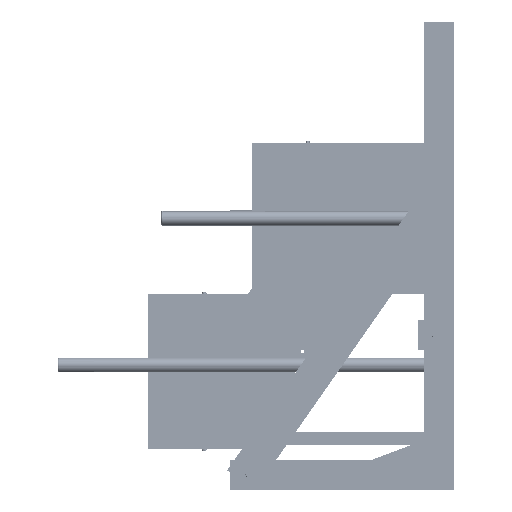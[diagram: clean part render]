
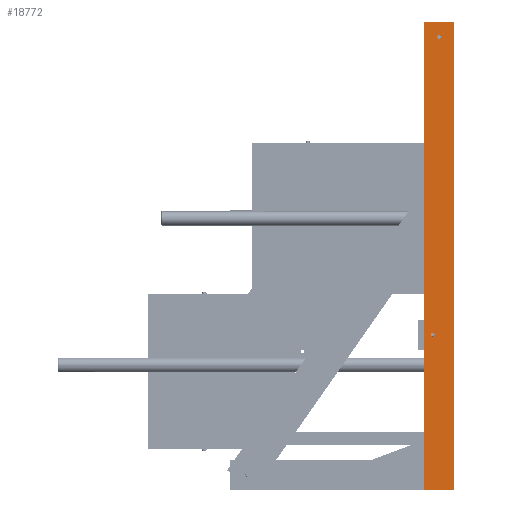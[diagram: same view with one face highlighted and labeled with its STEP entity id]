
A CAD part, left-side view. The second image highlights one B-rep face of the part: STEP entity #18772.
In plain terms, the highlighted planar face has unit normal (-1, 0, 0).
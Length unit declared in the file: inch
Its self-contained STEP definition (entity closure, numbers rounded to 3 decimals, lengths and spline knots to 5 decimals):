
#976 = AXIS2_PLACEMENT_3D ( 'NONE', #12409, #10543, #3553 ) ;
#1756 = EDGE_LOOP ( 'NONE', ( #21292, #25712 ) ) ;
#1932 = CARTESIAN_POINT ( 'NONE',  ( -0.75, -1.75, 54.25 ) ) ;
#2083 = DIRECTION ( 'NONE',  ( 1., 0., 0. ) ) ;
#2350 = DIRECTION ( 'NONE',  ( 0., 0., -1. ) ) ;
#2474 = DIRECTION ( 'NONE',  ( 0., -1., 0. ) ) ;
#2563 = ORIENTED_EDGE ( 'NONE', *, *, #18843, .F. ) ;
#3553 = DIRECTION ( 'NONE',  ( 0., 0., -1. ) ) ;
#4720 = EDGE_CURVE ( 'NONE', #17552, #21628, #7288, .T. ) ;
#5580 = ORIENTED_EDGE ( 'NONE', *, *, #19341, .F. ) ;
#6356 = FACE_OUTER_BOUND ( 'NONE', #16446, .T. ) ;
#6505 = VECTOR ( 'NONE', #26024, 39.37008 ) ;
#6540 = CARTESIAN_POINT ( 'NONE',  ( -0.75, -1.75, 0. ) ) ;
#6903 = DIRECTION ( 'NONE',  ( 1., 0., 0. ) ) ;
#6914 = DIRECTION ( 'NONE',  ( 1., 0., 0. ) ) ;
#7019 = LINE ( 'NONE', #25650, #26950 ) ;
#7288 = CIRCLE ( 'NONE', #12747, 0.14063 ) ;
#7294 = ORIENTED_EDGE ( 'NONE', *, *, #27132, .T. ) ;
#8105 = VERTEX_POINT ( 'NONE', #17942 ) ;
#8430 = EDGE_CURVE ( 'NONE', #10119, #27662, #26793, .T. ) ;
#8693 = CARTESIAN_POINT ( 'NONE',  ( -0.75, -1.75, 54.25 ) ) ;
#9654 = CARTESIAN_POINT ( 'NONE',  ( -0.75, 0., 52.5 ) ) ;
#10119 = VERTEX_POINT ( 'NONE', #19407 ) ;
#10439 = VERTEX_POINT ( 'NONE', #6540 ) ;
#10462 = LINE ( 'NONE', #23946, #11289 ) ;
#10543 = DIRECTION ( 'NONE',  ( 1., 0., 0. ) ) ;
#11289 = VECTOR ( 'NONE', #19654, 39.37008 ) ;
#11589 = AXIS2_PLACEMENT_3D ( 'NONE', #9654, #6914, #2350 ) ;
#11972 = VERTEX_POINT ( 'NONE', #17254 ) ;
#12111 = DIRECTION ( 'NONE',  ( 0., 0., -1. ) ) ;
#12409 = CARTESIAN_POINT ( 'NONE',  ( -0.75, 0., 52.5 ) ) ;
#12497 = ORIENTED_EDGE ( 'NONE', *, *, #20386, .T. ) ;
#12562 = CIRCLE ( 'NONE', #18453, 0.14063 ) ;
#12747 = AXIS2_PLACEMENT_3D ( 'NONE', #27816, #6903, #16262 ) ;
#15025 = CIRCLE ( 'NONE', #11589, 0.14063 ) ;
#15669 = DIRECTION ( 'NONE',  ( 0., 0., -1. ) ) ;
#15991 = FACE_BOUND ( 'NONE', #27200, .T. ) ;
#16262 = DIRECTION ( 'NONE',  ( 0., 0., -1. ) ) ;
#16416 = DIRECTION ( 'NONE',  ( 1., 0., 0. ) ) ;
#16446 = EDGE_LOOP ( 'NONE', ( #12497, #2563, #5580, #7294 ) ) ;
#16724 = LINE ( 'NONE', #28297, #22312 ) ;
#17254 = CARTESIAN_POINT ( 'NONE',  ( -0.75, 1.75, 0. ) ) ;
#17552 = VERTEX_POINT ( 'NONE', #27616 ) ;
#17942 = CARTESIAN_POINT ( 'NONE',  ( -0.75, 1.75, 54.25 ) ) ;
#18453 = AXIS2_PLACEMENT_3D ( 'NONE', #23267, #16416, #12111 ) ;
#18609 = CARTESIAN_POINT ( 'NONE',  ( -0.75, -1.75, 54.25 ) ) ;
#18772 = ADVANCED_FACE ( 'NONE', ( #15991, #29539, #6356 ), #22835, .F. ) ;
#18843 = EDGE_CURVE ( 'NONE', #26680, #10439, #28469, .T. ) ;
#19341 = EDGE_CURVE ( 'NONE', #8105, #26680, #7019, .T. ) ;
#19407 = CARTESIAN_POINT ( 'NONE',  ( -0.75, 0., 52.35938 ) ) ;
#19654 = DIRECTION ( 'NONE',  ( 0., 0., -1. ) ) ;
#20386 = EDGE_CURVE ( 'NONE', #11972, #10439, #16724, .T. ) ;
#20538 = EDGE_CURVE ( 'NONE', #21628, #17552, #12562, .T. ) ;
#20567 = EDGE_CURVE ( 'NONE', #27662, #10119, #15025, .T. ) ;
#20688 = CARTESIAN_POINT ( 'NONE',  ( -0.75, 0.75, 18.14063 ) ) ;
#21292 = ORIENTED_EDGE ( 'NONE', *, *, #4720, .T. ) ;
#21628 = VERTEX_POINT ( 'NONE', #20688 ) ;
#22312 = VECTOR ( 'NONE', #25698, 39.37008 ) ;
#22624 = ORIENTED_EDGE ( 'NONE', *, *, #8430, .T. ) ;
#22835 = PLANE ( 'NONE',  #28455 ) ;
#23267 = CARTESIAN_POINT ( 'NONE',  ( -0.75, 0.75, 18. ) ) ;
#23946 = CARTESIAN_POINT ( 'NONE',  ( -0.75, 1.75, 54.25 ) ) ;
#25650 = CARTESIAN_POINT ( 'NONE',  ( -0.75, -1.75, 54.25 ) ) ;
#25698 = DIRECTION ( 'NONE',  ( 0., -1., 0. ) ) ;
#25712 = ORIENTED_EDGE ( 'NONE', *, *, #20538, .T. ) ;
#26024 = DIRECTION ( 'NONE',  ( 0., 0., -1. ) ) ;
#26680 = VERTEX_POINT ( 'NONE', #8693 ) ;
#26793 = CIRCLE ( 'NONE', #976, 0.14063 ) ;
#26950 = VECTOR ( 'NONE', #2474, 39.37008 ) ;
#27132 = EDGE_CURVE ( 'NONE', #8105, #11972, #10462, .T. ) ;
#27200 = EDGE_LOOP ( 'NONE', ( #22624, #27835 ) ) ;
#27616 = CARTESIAN_POINT ( 'NONE',  ( -0.75, 0.75, 17.85938 ) ) ;
#27662 = VERTEX_POINT ( 'NONE', #28458 ) ;
#27816 = CARTESIAN_POINT ( 'NONE',  ( -0.75, 0.75, 18. ) ) ;
#27835 = ORIENTED_EDGE ( 'NONE', *, *, #20567, .T. ) ;
#28297 = CARTESIAN_POINT ( 'NONE',  ( -0.75, -1.75, 0. ) ) ;
#28455 = AXIS2_PLACEMENT_3D ( 'NONE', #1932, #2083, #15669 ) ;
#28458 = CARTESIAN_POINT ( 'NONE',  ( -0.75, 0., 52.64063 ) ) ;
#28469 = LINE ( 'NONE', #18609, #6505 ) ;
#29539 = FACE_BOUND ( 'NONE', #1756, .T. ) ;
